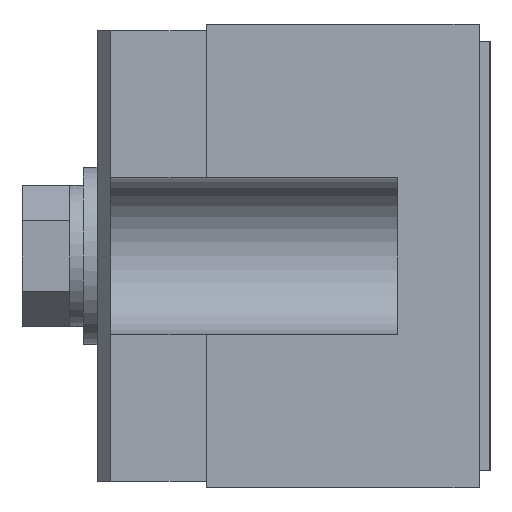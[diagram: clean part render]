
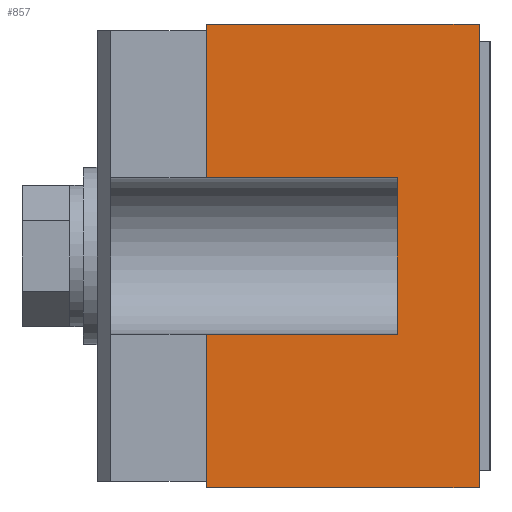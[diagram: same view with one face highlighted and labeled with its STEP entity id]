
A CAD part, left-side view. The second image highlights one B-rep face of the part: STEP entity #857.
In plain terms, the highlighted planar face has unit normal (-1, 0, 0).
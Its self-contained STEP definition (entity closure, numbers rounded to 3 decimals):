
#15 = VECTOR ( 'NONE', #452, 1000. ) ;
#20 = EDGE_LOOP ( 'NONE', ( #1896, #1501, #841, #2113, #1612, #2484, #2370, #2243 ) ) ;
#30 = LINE ( 'NONE', #424, #15 ) ;
#59 = VECTOR ( 'NONE', #673, 1000. ) ;
#67 = LINE ( 'NONE', #657, #59 ) ;
#113 = VECTOR ( 'NONE', #869, 1000. ) ;
#116 = LINE ( 'NONE', #887, #113 ) ;
#156 = CARTESIAN_POINT ( 'NONE',  ( -47.35, 0., 17. ) ) ;
#177 = VECTOR ( 'NONE', #1195, 1000. ) ;
#179 = LINE ( 'NONE', #1128, #177 ) ;
#268 = DIRECTION ( 'NONE',  ( 0., 0., -1. ) ) ;
#297 = CARTESIAN_POINT ( 'NONE',  ( -47.35, 0., 17. ) ) ;
#302 = DIRECTION ( 'NONE',  ( 1., 0., 0. ) ) ;
#420 = VECTOR ( 'NONE', #2033, 1000. ) ;
#424 = CARTESIAN_POINT ( 'NONE',  ( -47.35, 20., 17. ) ) ;
#428 = LINE ( 'NONE', #2042, #420 ) ;
#452 = DIRECTION ( 'NONE',  ( 0., 0., -1. ) ) ;
#453 = CARTESIAN_POINT ( 'NONE',  ( -47.35, 6., 5.75 ) ) ;
#645 = CARTESIAN_POINT ( 'NONE',  ( -47.35, 20., -5.75 ) ) ;
#657 = CARTESIAN_POINT ( 'NONE',  ( -47.35, 0., -17. ) ) ;
#673 = DIRECTION ( 'NONE',  ( 0., -1., 0. ) ) ;
#785 = VECTOR ( 'NONE', #2547, 1000. ) ;
#788 = LINE ( 'NONE', #1658, #785 ) ;
#802 = VECTOR ( 'NONE', #1634, 1000. ) ;
#810 = LINE ( 'NONE', #1766, #802 ) ;
#841 = ORIENTED_EDGE ( 'NONE', *, *, #2479, .T. ) ;
#857 = ADVANCED_FACE ( 'NONE', ( #956 ), #2520, .F. ) ;
#860 = VERTEX_POINT ( 'NONE', #2065 ) ;
#869 = DIRECTION ( 'NONE',  ( 0., 0., -1. ) ) ;
#887 = CARTESIAN_POINT ( 'NONE',  ( -47.35, 20., 17. ) ) ;
#893 = VECTOR ( 'NONE', #268, 1000. ) ;
#920 = LINE ( 'NONE', #955, #893 ) ;
#955 = CARTESIAN_POINT ( 'NONE',  ( -47.35, 0., 17. ) ) ;
#956 = FACE_OUTER_BOUND ( 'NONE', #20, .T. ) ;
#1047 = DIRECTION ( 'NONE',  ( 0., 0., -1. ) ) ;
#1128 = CARTESIAN_POINT ( 'NONE',  ( -47.35, 6., 5.75 ) ) ;
#1136 = EDGE_CURVE ( 'NONE', #2693, #860, #920, .T. ) ;
#1162 = CARTESIAN_POINT ( 'NONE',  ( -47.35, 20., -17. ) ) ;
#1195 = DIRECTION ( 'NONE',  ( 0., 1., 0. ) ) ;
#1335 = EDGE_CURVE ( 'NONE', #1671, #2557, #810, .T. ) ;
#1393 = EDGE_CURVE ( 'NONE', #1671, #1471, #788, .T. ) ;
#1444 = CARTESIAN_POINT ( 'NONE',  ( -47.35, 20., 5.75 ) ) ;
#1471 = VERTEX_POINT ( 'NONE', #453 ) ;
#1501 = ORIENTED_EDGE ( 'NONE', *, *, #1335, .T. ) ;
#1582 = AXIS2_PLACEMENT_3D ( 'NONE', #156, #302, #1047 ) ;
#1612 = ORIENTED_EDGE ( 'NONE', *, *, #1136, .F. ) ;
#1634 = DIRECTION ( 'NONE',  ( 0., 1., 0. ) ) ;
#1658 = CARTESIAN_POINT ( 'NONE',  ( -47.35, 6., -5.75 ) ) ;
#1671 = VERTEX_POINT ( 'NONE', #2517 ) ;
#1766 = CARTESIAN_POINT ( 'NONE',  ( -47.35, 6., -5.75 ) ) ;
#1840 = VERTEX_POINT ( 'NONE', #2158 ) ;
#1884 = EDGE_CURVE ( 'NONE', #1840, #2693, #428, .T. ) ;
#1896 = ORIENTED_EDGE ( 'NONE', *, *, #1393, .F. ) ;
#2033 = DIRECTION ( 'NONE',  ( 0., -1., 0. ) ) ;
#2042 = CARTESIAN_POINT ( 'NONE',  ( -47.35, 0., 17. ) ) ;
#2065 = CARTESIAN_POINT ( 'NONE',  ( -47.35, 0., -17. ) ) ;
#2113 = ORIENTED_EDGE ( 'NONE', *, *, #2555, .T. ) ;
#2158 = CARTESIAN_POINT ( 'NONE',  ( -47.35, 20., 17. ) ) ;
#2195 = VERTEX_POINT ( 'NONE', #1444 ) ;
#2243 = ORIENTED_EDGE ( 'NONE', *, *, #2384, .F. ) ;
#2370 = ORIENTED_EDGE ( 'NONE', *, *, #2631, .T. ) ;
#2375 = VERTEX_POINT ( 'NONE', #1162 ) ;
#2384 = EDGE_CURVE ( 'NONE', #1471, #2195, #179, .T. ) ;
#2479 = EDGE_CURVE ( 'NONE', #2557, #2375, #116, .T. ) ;
#2484 = ORIENTED_EDGE ( 'NONE', *, *, #1884, .F. ) ;
#2517 = CARTESIAN_POINT ( 'NONE',  ( -47.35, 6., -5.75 ) ) ;
#2520 = PLANE ( 'NONE',  #1582 ) ;
#2547 = DIRECTION ( 'NONE',  ( 0., 0., 1. ) ) ;
#2555 = EDGE_CURVE ( 'NONE', #2375, #860, #67, .T. ) ;
#2557 = VERTEX_POINT ( 'NONE', #645 ) ;
#2631 = EDGE_CURVE ( 'NONE', #1840, #2195, #30, .T. ) ;
#2693 = VERTEX_POINT ( 'NONE', #297 ) ;
